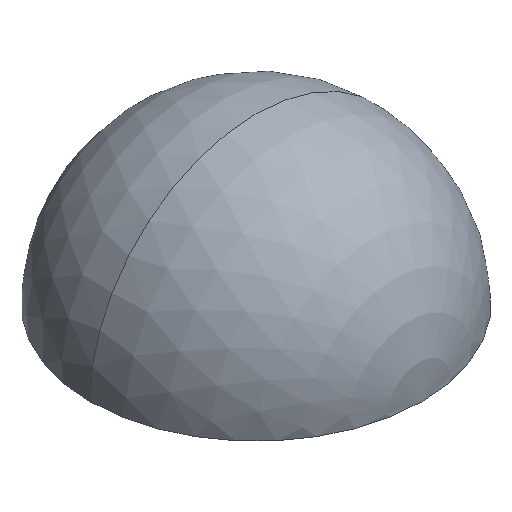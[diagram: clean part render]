
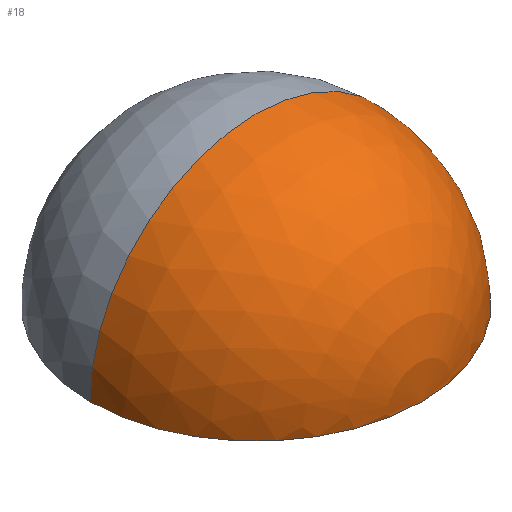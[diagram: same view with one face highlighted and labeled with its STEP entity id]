
A CAD part, isometric view. The second image highlights one B-rep face of the part: STEP entity #18.
In plain terms, the highlighted spherical face has radius 2.5 mm.
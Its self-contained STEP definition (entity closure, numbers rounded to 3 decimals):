
#8 = CIRCLE ( 'NONE', #150, 2.5 ) ;
#11 = CIRCLE ( 'NONE', #149, 2.5 ) ;
#12 = CIRCLE ( 'NONE', #151, 2.5 ) ;
#18 = ADVANCED_FACE ( 'NONE', ( #97 ), #106, .T. ) ;
#25 = DIRECTION ( 'NONE',  ( 0., 0., 1. ) ) ;
#32 = DIRECTION ( 'NONE',  ( 1., 0., 0. ) ) ;
#37 = CARTESIAN_POINT ( 'NONE',  ( 0., 0., 0. ) ) ;
#39 = CARTESIAN_POINT ( 'NONE',  ( -2.5, 0., 0. ) ) ;
#49 = CARTESIAN_POINT ( 'NONE',  ( 0., 0., 2.5 ) ) ;
#54 = CARTESIAN_POINT ( 'NONE',  ( 0., 0., 0. ) ) ;
#55 = DIRECTION ( 'NONE',  ( 0., 0., 1. ) ) ;
#56 = CARTESIAN_POINT ( 'NONE',  ( 0., 0., 0. ) ) ;
#57 = CARTESIAN_POINT ( 'NONE',  ( 0., 0., 0. ) ) ;
#58 = DIRECTION ( 'NONE',  ( 0., -1., 0. ) ) ;
#61 = DIRECTION ( 'NONE',  ( 1., 0., 0. ) ) ;
#72 = CARTESIAN_POINT ( 'NONE',  ( 2.5, 0., 0. ) ) ;
#73 = DIRECTION ( 'NONE',  ( -1., 0., 0. ) ) ;
#79 = DIRECTION ( 'NONE',  ( 0., 1., 0. ) ) ;
#82 = DIRECTION ( 'NONE',  ( 0., -1., 0. ) ) ;
#94 = ORIENTED_EDGE ( 'NONE', *, *, #127, .T. ) ;
#97 = FACE_OUTER_BOUND ( 'NONE', #103, .T. ) ;
#98 = VERTEX_POINT ( 'NONE', #72 ) ;
#99 = ORIENTED_EDGE ( 'NONE', *, *, #126, .T. ) ;
#103 = EDGE_LOOP ( 'NONE', ( #99, #94, #113 ) ) ;
#106 = SPHERICAL_SURFACE ( 'NONE', #135, 2.5 ) ;
#109 = VERTEX_POINT ( 'NONE', #49 ) ;
#113 = ORIENTED_EDGE ( 'NONE', *, *, #128, .F. ) ;
#115 = VERTEX_POINT ( 'NONE', #39 ) ;
#126 = EDGE_CURVE ( 'NONE', #115, #98, #11, .T. ) ;
#127 = EDGE_CURVE ( 'NONE', #98, #109, #8, .T. ) ;
#128 = EDGE_CURVE ( 'NONE', #115, #109, #12, .T. ) ;
#135 = AXIS2_PLACEMENT_3D ( 'NONE', #37, #82, #73 ) ;
#149 = AXIS2_PLACEMENT_3D ( 'NONE', #54, #55, #61 ) ;
#150 = AXIS2_PLACEMENT_3D ( 'NONE', #57, #58, #32 ) ;
#151 = AXIS2_PLACEMENT_3D ( 'NONE', #56, #79, #25 ) ;
